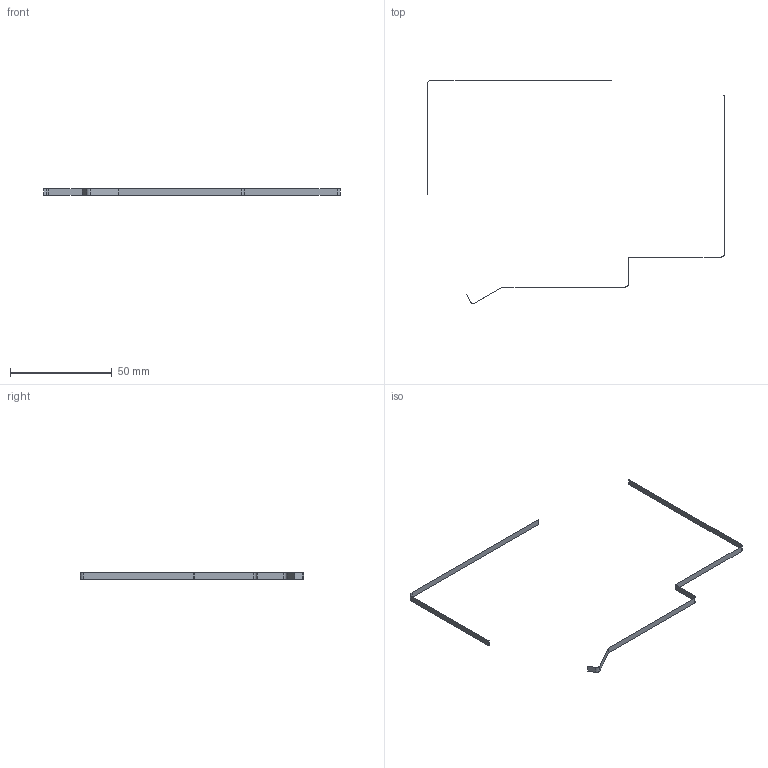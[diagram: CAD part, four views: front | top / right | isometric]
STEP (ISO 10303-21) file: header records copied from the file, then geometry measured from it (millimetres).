
FILE_DESCRIPTION(('FreeCAD Model'),'2;1');
FILE_NAME('Open CASCADE Shape Model','2021-08-21T16:33:16',('Author'),( ''),'Open CASCADE STEP processor 7.5','FreeCAD','Unknown');
FILE_SCHEMA(('AUTOMOTIVE_DESIGN { 1 0 10303 214 1 1 1 1 }'));
Length unit declared in the file: millimetre
Products named in the file (2): Body; Open CASCADE STEP translator 7.5 3.1
Assembly tree (1 placements, depth 2):
  Body
    Open CASCADE STEP translator 7.5 3.1
Bounding box: 145.52 x 109.55 x 3 mm (x, y, z)
Surface area: 1107.6 mm2 (no closed solid volume)
Topology: 0 solids, 2 shells, 16 faces, 50 edges, 36 vertices
Faces by surface type: plane 9, cylinder 7
Entity records: 998 total; most frequent: CARTESIAN_POINT 168, DIRECTION 164, LINE 100, VECTOR 100, ORIENTED_EDGE 64, PCURVE 64, DEFINITIONAL_REPRESENTATION 64, EDGE_CURVE 50
